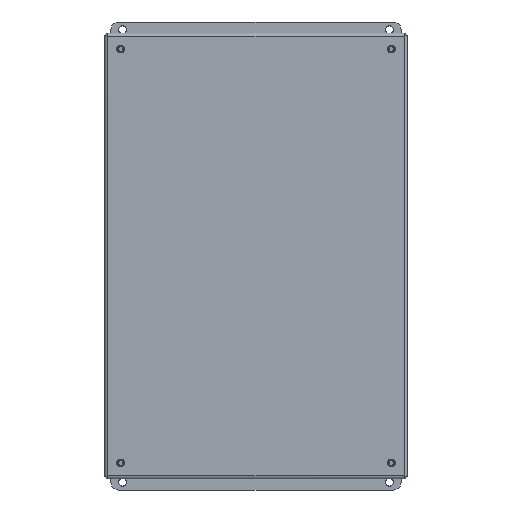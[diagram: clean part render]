
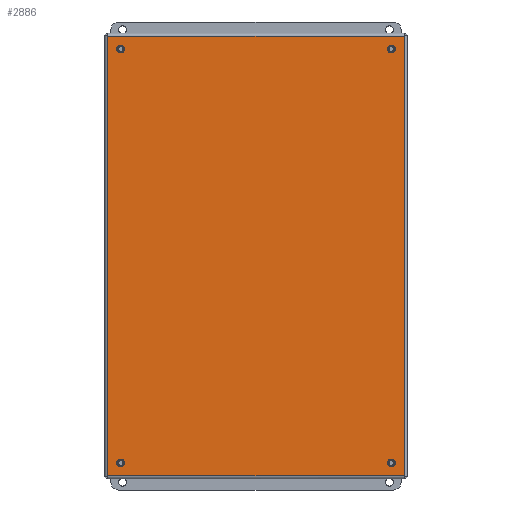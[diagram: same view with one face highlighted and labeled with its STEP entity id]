
A CAD part, front view. The second image highlights one B-rep face of the part: STEP entity #2886.
In plain terms, the highlighted planar face has unit normal (0, -1, 0).
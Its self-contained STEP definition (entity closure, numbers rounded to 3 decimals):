
#2886 = ADVANCED_FACE( '', ( #6294, #6295, #6296, #6297, #6298 ), #6299, .T. );
#6294 = FACE_BOUND( '', #10701, .T. );
#6295 = FACE_BOUND( '', #10702, .T. );
#6296 = FACE_BOUND( '', #10703, .T. );
#6297 = FACE_BOUND( '', #10704, .T. );
#6298 = FACE_OUTER_BOUND( '', #10705, .T. );
#6299 = PLANE( '', #10706 );
#10701 = EDGE_LOOP( '', ( #20530 ) );
#10702 = EDGE_LOOP( '', ( #20531 ) );
#10703 = EDGE_LOOP( '', ( #20532 ) );
#10704 = EDGE_LOOP( '', ( #20533 ) );
#10705 = EDGE_LOOP( '', ( #20534, #20535, #20536, #20537 ) );
#10706 = AXIS2_PLACEMENT_3D( '', #20538, #20539, #20540 );
#20530 = ORIENTED_EDGE( '', *, *, #28381, .T. );
#20531 = ORIENTED_EDGE( '', *, *, #30461, .T. );
#20532 = ORIENTED_EDGE( '', *, *, #28104, .T. );
#20533 = ORIENTED_EDGE( '', *, *, #30462, .T. );
#20534 = ORIENTED_EDGE( '', *, *, #30463, .T. );
#20535 = ORIENTED_EDGE( '', *, *, #28839, .F. );
#20536 = ORIENTED_EDGE( '', *, *, #30464, .T. );
#20537 = ORIENTED_EDGE( '', *, *, #27788, .T. );
#20538 = CARTESIAN_POINT( '', ( 0., 0., 0. ) );
#20539 = DIRECTION( '', ( 0., -1., 0. ) );
#20540 = DIRECTION( '', ( 0., 0., -1. ) );
#27788 = EDGE_CURVE( '', #32037, #32035, #32038, .T. );
#28104 = EDGE_CURVE( '', #32593, #32593, #32594, .T. );
#28381 = EDGE_CURVE( '', #33074, #33074, #33075, .T. );
#28839 = EDGE_CURVE( '', #33842, #33344, #33844, .T. );
#30461 = EDGE_CURVE( '', #36305, #36305, #36306, .T. );
#30462 = EDGE_CURVE( '', #36307, #36307, #36308, .T. );
#30463 = EDGE_CURVE( '', #32035, #33344, #36309, .T. );
#30464 = EDGE_CURVE( '', #33842, #32037, #36310, .T. );
#32035 = VERTEX_POINT( '', #38780 );
#32037 = VERTEX_POINT( '', #38791 );
#32038 = LINE( '', #38792, #38793 );
#32593 = VERTEX_POINT( '', #40432 );
#32594 = CIRCLE( '', #40433, 3.175 );
#33074 = VERTEX_POINT( '', #41668 );
#33075 = CIRCLE( '', #41669, 3.175 );
#33344 = VERTEX_POINT( '', #42404 );
#33842 = VERTEX_POINT( '', #43623 );
#33844 = LINE( '', #43634, #43635 );
#36305 = VERTEX_POINT( '', #50756 );
#36306 = CIRCLE( '', #50757, 3.175 );
#36307 = VERTEX_POINT( '', #50758 );
#36308 = CIRCLE( '', #50759, 3.175 );
#36309 = LINE( '', #50760, #50761 );
#36310 = LINE( '', #50762, #50763 );
#38780 = CARTESIAN_POINT( '', ( -121.806, 0., -180.543 ) );
#38791 = CARTESIAN_POINT( '', ( -121.806, 0., 180.543 ) );
#38792 = CARTESIAN_POINT( '', ( -121.806, 0., -182.88 ) );
#38793 = VECTOR( '', #55902, 1000. );
#40432 = CARTESIAN_POINT( '', ( -107.95, 0., 169.863 ) );
#40433 = AXIS2_PLACEMENT_3D( '', #56073, #56074, #56075 );
#41668 = CARTESIAN_POINT( '', ( 114.3, 0., 169.863 ) );
#41669 = AXIS2_PLACEMENT_3D( '', #56211, #56212, #56213 );
#42404 = CARTESIAN_POINT( '', ( 121.806, 0., -180.543 ) );
#43623 = CARTESIAN_POINT( '', ( 121.806, 0., 180.543 ) );
#43634 = CARTESIAN_POINT( '', ( 121.806, 0., 180.543 ) );
#43635 = VECTOR( '', #56458, 1000. );
#50756 = CARTESIAN_POINT( '', ( 114.3, 0., -169.863 ) );
#50757 = AXIS2_PLACEMENT_3D( '', #57126, #57127, #57128 );
#50758 = CARTESIAN_POINT( '', ( -107.95, 0., -169.863 ) );
#50759 = AXIS2_PLACEMENT_3D( '', #57129, #57130, #57131 );
#50760 = CARTESIAN_POINT( '', ( 121.806, 0., -180.543 ) );
#50761 = VECTOR( '', #57132, 1000. );
#50762 = CARTESIAN_POINT( '', ( -124.143, 0., 180.543 ) );
#50763 = VECTOR( '', #57133, 1000. );
#55902 = DIRECTION( '', ( 0., 0., -1. ) );
#56073 = CARTESIAN_POINT( '', ( -111.125, 0., 169.863 ) );
#56074 = DIRECTION( '', ( 0., 1., 0. ) );
#56075 = DIRECTION( '', ( 1., 0., 0. ) );
#56211 = CARTESIAN_POINT( '', ( 111.125, 0., 169.863 ) );
#56212 = DIRECTION( '', ( 0., 1., 0. ) );
#56213 = DIRECTION( '', ( 1., 0., 0. ) );
#56458 = DIRECTION( '', ( 0., 0., -1. ) );
#57126 = CARTESIAN_POINT( '', ( 111.125, 0., -169.863 ) );
#57127 = DIRECTION( '', ( 0., 1., 0. ) );
#57128 = DIRECTION( '', ( 1., 0., 0. ) );
#57129 = CARTESIAN_POINT( '', ( -111.125, 0., -169.863 ) );
#57130 = DIRECTION( '', ( 0., 1., 0. ) );
#57131 = DIRECTION( '', ( 1., 0., 0. ) );
#57132 = DIRECTION( '', ( 1., 0., 0. ) );
#57133 = DIRECTION( '', ( -1., 0., 0. ) );
